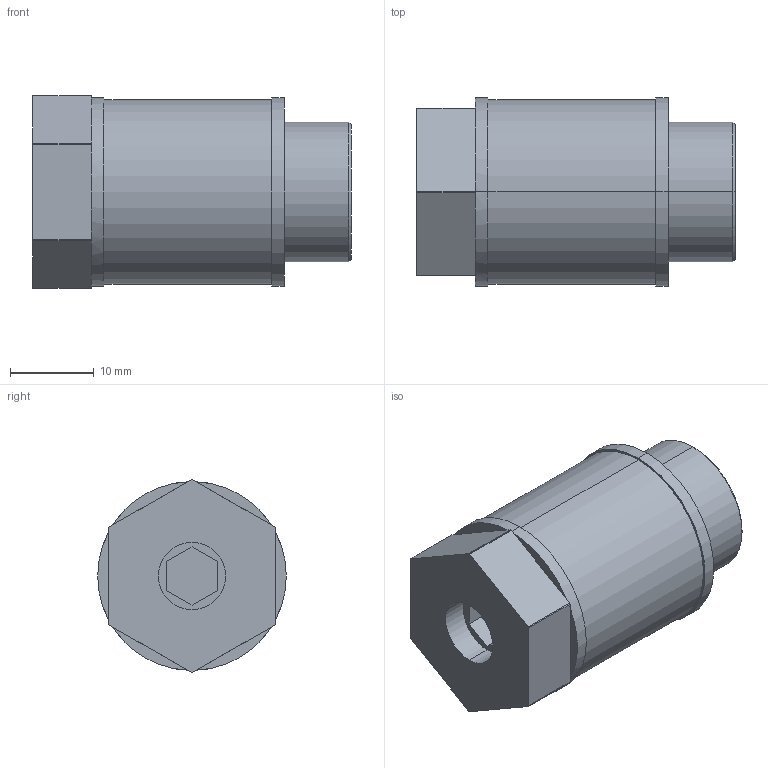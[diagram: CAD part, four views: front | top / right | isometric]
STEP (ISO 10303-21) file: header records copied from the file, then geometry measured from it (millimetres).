
FILE_DESCRIPTION (( 'STEP AP214' ), '1' );
FILE_NAME ('AZ-067603.STEP', '2020-03-31T15:22:17', ( '' ), ( '' ), 'SwSTEP 2.0', 'SolidWorks 2020', '' );
FILE_SCHEMA (( 'AUTOMOTIVE_DESIGN' ));
Length unit declared in the file: millimetre
Products named in the file (1): AZ-067603
Bounding box: 38 x 22.5 x 23 mm (x, y, z)
Volume: 12720.5 mm3; surface area: 3445.6 mm2
Topology: 1 solids, 1 shells, 50 faces, 115 edges, 72 vertices
Faces by surface type: plane 31, cylinder 17, cone 2
Entity records: 1493 total; most frequent: DIRECTION 265, CARTESIAN_POINT 238, ORIENTED_EDGE 230, EDGE_CURVE 115, AXIS2_PLACEMENT_3D 99, VERTEX_POINT 72, LINE 67, VECTOR 67
